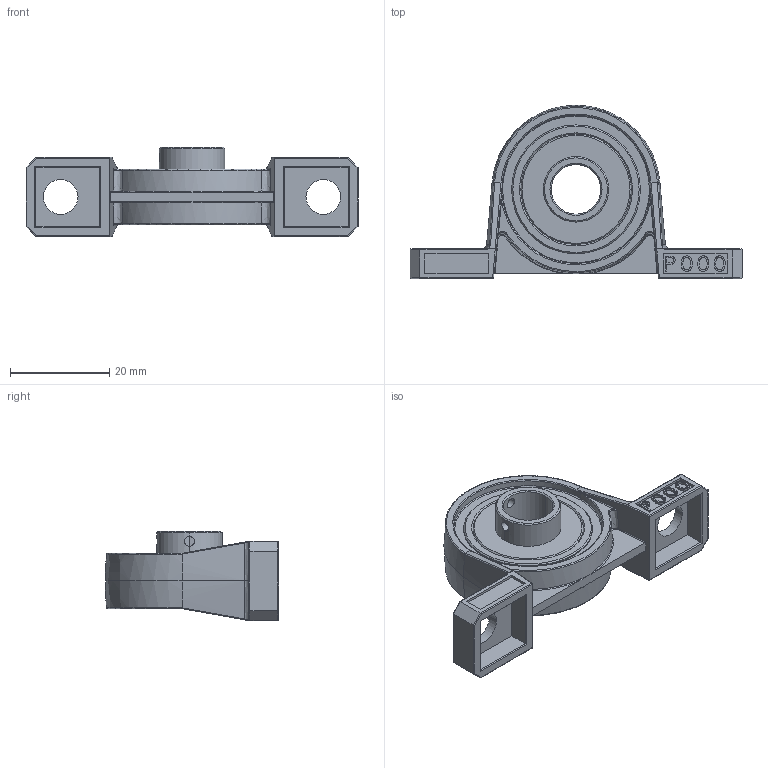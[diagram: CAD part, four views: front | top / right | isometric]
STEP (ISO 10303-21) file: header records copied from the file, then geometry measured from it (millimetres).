
FILE_DESCRIPTION (( 'STEP AP214' ), '1' );
FILE_NAME ('KP-000 Bore 10mm Bearings Pillow.STEP', '2024-03-22T03:27:13', ( '' ), ( '' ), 'SwSTEP 2.0', 'SolidWorks 2021', '' );
FILE_SCHEMA (( 'AUTOMOTIVE_DESIGN' ));
Length unit declared in the file: millimetre
Products named in the file (1): KP-000 Bore 10mm Bearings Pillow
Bounding box: 67 x 34.97 x 18 mm (x, y, z)
Volume: 9909.5 mm3; surface area: 6664.6 mm2
Topology: 1 solids, 1 shells, 298 faces, 726 edges, 437 vertices
Faces by surface type: bspline 147, plane 88, cone 26, cylinder 21, sphere 16
Entity records: 17369 total; most frequent: CARTESIAN_POINT 11514, ORIENTED_EDGE 1436, EDGE_CURVE 718, DIRECTION 658, VERTEX_POINT 437, B_SPLINE_CURVE_WITH_KNOTS 380, EDGE_LOOP 323, FACE_OUTER_BOUND 298
